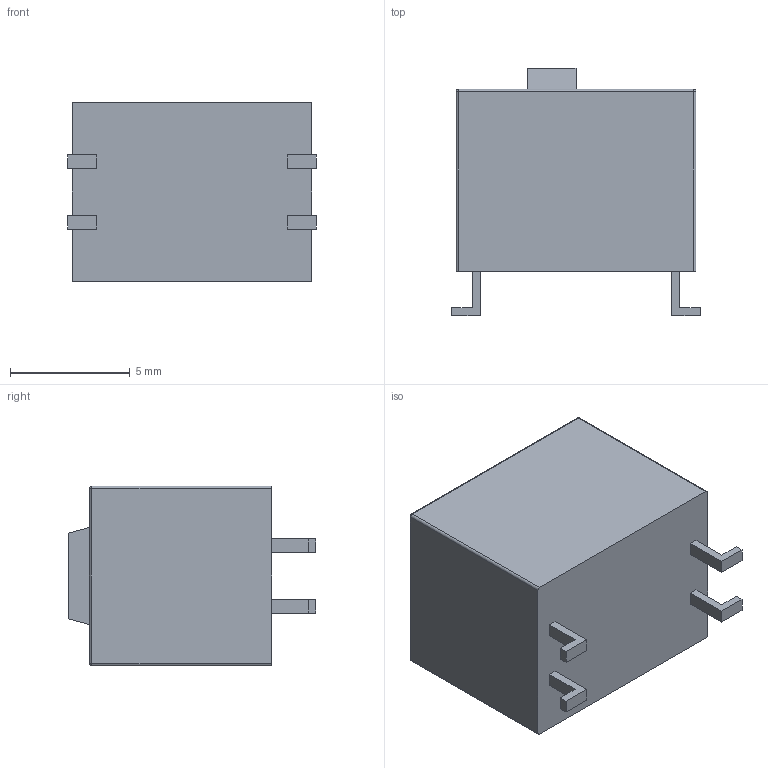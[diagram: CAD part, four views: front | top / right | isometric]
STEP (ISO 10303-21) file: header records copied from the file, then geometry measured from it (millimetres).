
FILE_DESCRIPTION (( 'STEP AP214' ), '1' );
FILE_NAME ('204-211ST.STEP', '2018-07-30T02:18:21', ( '' ), ( '' ), 'SwSTEP 2.0', 'SolidWorks 2017', '' );
FILE_SCHEMA (( 'AUTOMOTIVE_DESIGN' ));
Length unit declared in the file: millimetre
Products named in the file (1): 204-211ST
Bounding box: 10.4 x 10.36 x 7.51 mm (x, y, z)
Volume: 580.7 mm3; surface area: 447.1 mm2
Topology: 1 solids, 1 shells, 55 faces, 134 edges, 82 vertices
Faces by surface type: plane 43, cylinder 8, sphere 4
Entity records: 1582 total; most frequent: CARTESIAN_POINT 268, ORIENTED_EDGE 260, DIRECTION 258, EDGE_CURVE 130, LINE 114, VECTOR 114, VERTEX_POINT 82, AXIS2_PLACEMENT_3D 72
